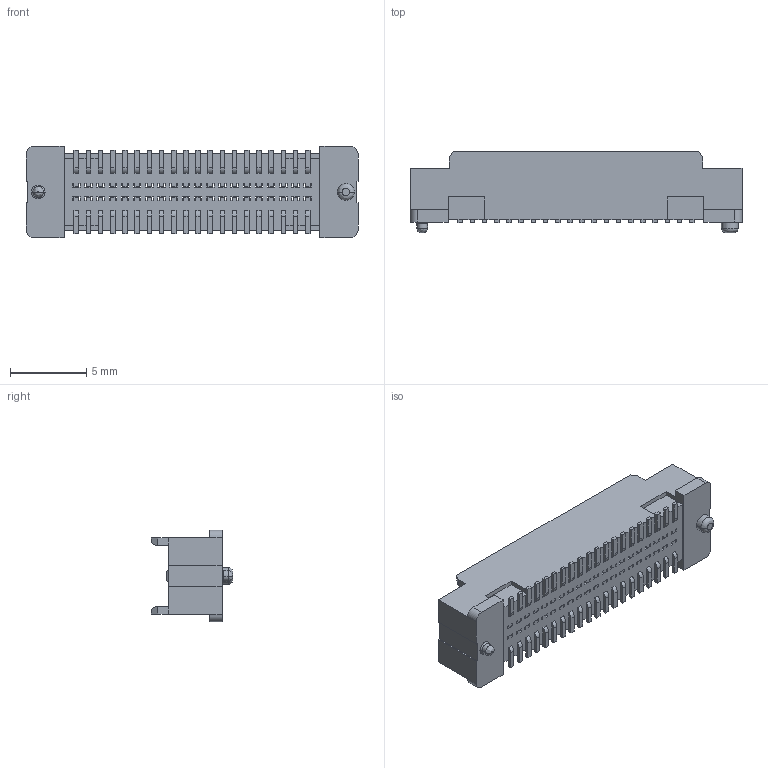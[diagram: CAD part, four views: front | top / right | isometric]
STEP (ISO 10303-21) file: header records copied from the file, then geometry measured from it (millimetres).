
FILE_DESCRIPTION((''),'2;1');
FILE_NAME('61083_041X0XXX','2019-08-09T',('gub'),('AFCI'),'CREO PARAMETRIC BY PTC INC, 2016130','CREO PARAMETRIC BY PTC INC, 2016130','');
FILE_SCHEMA(('AUTOMOTIVE_DESIGN { 1 0 10303 214 1 1 1 1 }'));
Length unit declared in the file: millimetre
Products named in the file (1): 61083_041X0XXX
Bounding box: 21.8 x 5.35 x 6 mm (x, y, z)
Volume: 248 mm3; surface area: 904.8 mm2
Topology: 1 solids, 1 shells, 1033 faces, 2823 edges, 1760 vertices
Faces by surface type: plane 955, cylinder 56, cone 16, bspline 4, torus 2
Entity records: 32537 total; most frequent: CARTESIAN_POINT 5726, ORIENTED_EDGE 5646, DIRECTION 5021, EDGE_CURVE 2823, VECTOR 2683, LINE 2683, VERTEX_POINT 1760, AXIS2_PLACEMENT_3D 1169
